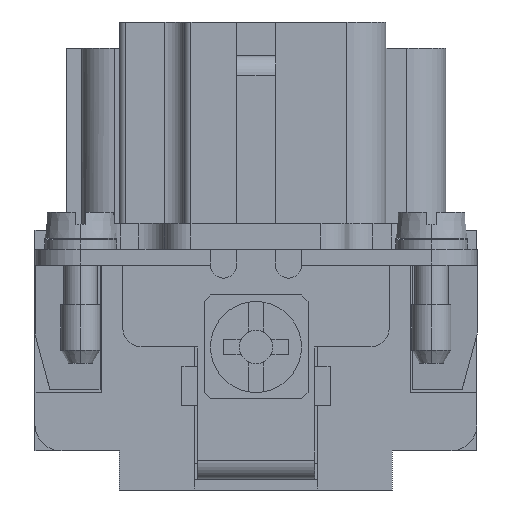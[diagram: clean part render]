
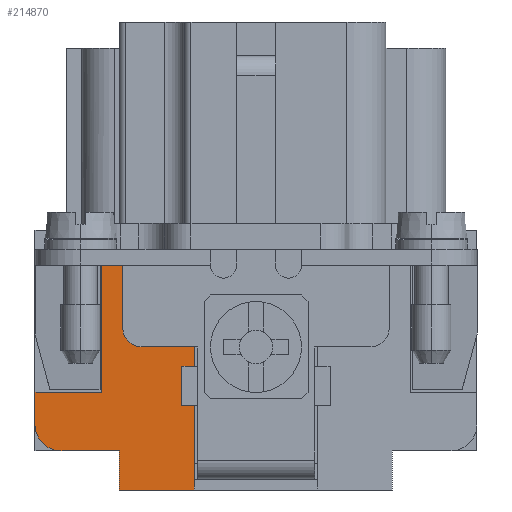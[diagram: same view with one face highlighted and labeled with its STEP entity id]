
A CAD part, left-side view. The second image highlights one B-rep face of the part: STEP entity #214870.
In plain terms, the highlighted face is planar.
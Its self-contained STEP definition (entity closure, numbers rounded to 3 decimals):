
#7000=CARTESIAN_POINT('',(52.138,26.999,-26.5));
#7010=VERTEX_POINT('',#7000);
#7040=CARTESIAN_POINT('',(52.138,26.999,0.));
#7050=DIRECTION('',(0.,0.,-1.));
#7060=VECTOR('',#7050,1.);
#7070=LINE('',#7040,#7060);
#7080=CARTESIAN_POINT('',(52.138,26.999,-29.));
#7090=VERTEX_POINT('',#7080);
#7100=EDGE_CURVE('',#7010,#7090,#7070,.T.);
#126200=CARTESIAN_POINT('',(52.138,28.999,-29.));
#126210=DIRECTION('',(1.,0.,0.));
#126220=DIRECTION('',(0.,-1.,0.));
#126230=AXIS2_PLACEMENT_3D('',#126200,#126210,#126220);
#126240=CIRCLE('',#126230,2.);
#126250=CARTESIAN_POINT('',(52.138,28.999,-31.));
#126260=VERTEX_POINT('',#126250);
#126270=EDGE_CURVE('',#7090,#126260,#126240,.T.);
#173490=CARTESIAN_POINT('',(52.138,0.,-31.));
#173500=DIRECTION('',(0.,1.,0.));
#173510=VECTOR('',#173500,1.);
#173520=LINE('',#173490,#173510);
#173530=CARTESIAN_POINT('',(52.138,33.499,-31.));
#173540=VERTEX_POINT('',#173530);
#173550=EDGE_CURVE('',#126260,#173540,#173520,.T.);
#188730=CARTESIAN_POINT('',(52.138,39.249,
-23.));
#188740=VERTEX_POINT('',#188730);
#191840=CARTESIAN_POINT('',(52.138,33.749,
-16.7));
#191850=VERTEX_POINT('',#191840);
#192000=CARTESIAN_POINT('',(52.138,33.749,
-21.5));
#192010=VERTEX_POINT('',#192000);
#192040=CARTESIAN_POINT('',(52.138,33.749,0.));
#192050=DIRECTION('',(0.,0.,-1.));
#192060=VECTOR('',#192050,1.);
#192070=LINE('',#192040,#192060);
#192080=EDGE_CURVE('',#191850,#192010,#192070,.T.);
#192310=CARTESIAN_POINT('',(52.138,35.249,
-23.));
#192320=VERTEX_POINT('',#192310);
#192350=CARTESIAN_POINT('',(52.138,35.249,
-21.5));
#192360=DIRECTION('',(1.,0.,0.));
#192370=DIRECTION('',(0.,-1.,0.));
#192380=AXIS2_PLACEMENT_3D('',#192350,#192360,#192370);
#192390=CIRCLE('',#192380,1.5);
#192400=EDGE_CURVE('',#192010,#192320,#192390,.T.);
#192740=CARTESIAN_POINT('',(52.138,0.,-23.));
#192750=DIRECTION('',(0.,1.,0.));
#192760=VECTOR('',#192750,1.);
#192770=LINE('',#192740,#192760);
#192780=EDGE_CURVE('',#192320,#188740,#192770,.T.);
#213780=CARTESIAN_POINT('',(52.138,32.099,0.));
#213790=DIRECTION('',(0.,0.,1.));
#213800=VECTOR('',#213790,1.);
#213810=LINE('',#213780,#213800);
#214070=CARTESIAN_POINT('',(52.138,32.099,
-16.7));
#214080=VERTEX_POINT('',#214070);
#214110=CARTESIAN_POINT('',(52.138,32.099,-26.5));
#214120=VERTEX_POINT('',#214110);
#214130=EDGE_CURVE('',#214120,#214080,#213810,.T.);
#214390=CARTESIAN_POINT('',(52.138,34.755,
-27.687));
#214400=DIRECTION('',(1.,0.,0.));
#214410=DIRECTION('',(0.,1.,0.));
#214420=AXIS2_PLACEMENT_3D('',#214390,#214400,#214410);
#214430=PLANE('',#214420);
#214440=ORIENTED_EDGE('',*,*,#192400,.F.);
#214450=ORIENTED_EDGE('',*,*,#192780,.F.);
#214460=CARTESIAN_POINT('',(52.138,39.249,0.));
#214470=DIRECTION('',(0.,0.,1.));
#214480=VECTOR('',#214470,1.);
#214490=LINE('',#214460,#214480);
#214500=CARTESIAN_POINT('',(52.138,39.249,-34.));
#214510=VERTEX_POINT('',#214500);
#214520=EDGE_CURVE('',#214510,#188740,#214490,.T.);
#214530=ORIENTED_EDGE('',*,*,#214520,.T.);
#214540=CARTESIAN_POINT('',(52.138,0.,-34.));
#214550=DIRECTION('',(0.,-1.,0.));
#214560=VECTOR('',#214550,1.);
#214570=LINE('',#214540,#214560);
#214580=CARTESIAN_POINT('',(52.138,33.499,-34.));
#214590=VERTEX_POINT('',#214580);
#214600=EDGE_CURVE('',#214510,#214590,#214570,.T.);
#214610=ORIENTED_EDGE('',*,*,#214600,.F.);
#214620=CARTESIAN_POINT('',(52.138,33.499,0.));
#214630=DIRECTION('',(0.,0.,-1.));
#214640=VECTOR('',#214630,1.);
#214650=LINE('',#214620,#214640);
#214660=EDGE_CURVE('',#173540,#214590,#214650,.T.);
#214670=ORIENTED_EDGE('',*,*,#214660,.T.);
#214680=ORIENTED_EDGE('',*,*,#173550,.T.);
#214690=ORIENTED_EDGE('',*,*,#126270,.T.);
#214700=ORIENTED_EDGE('',*,*,#7100,.T.);
#214710=CARTESIAN_POINT('',(52.138,0.,-26.5));
#214720=DIRECTION('',(0.,1.,0.));
#214730=VECTOR('',#214720,1.);
#214740=LINE('',#214710,#214730);
#214750=EDGE_CURVE('',#7010,#214120,#214740,.T.);
#214760=ORIENTED_EDGE('',*,*,#214750,.F.);
#214770=ORIENTED_EDGE('',*,*,#214130,.F.);
#214780=CARTESIAN_POINT('',(52.138,0.,-16.7));
#214790=DIRECTION('',(0.,-1.,0.));
#214800=VECTOR('',#214790,1.);
#214810=LINE('',#214780,#214800);
#214820=EDGE_CURVE('',#191850,#214080,#214810,.T.);
#214830=ORIENTED_EDGE('',*,*,#214820,.T.);
#214840=ORIENTED_EDGE('',*,*,#192080,.F.);
#214850=EDGE_LOOP('',(#214840,#214830,#214770,#214760,#214700,#214690,
#214680,#214670,#214610,#214530,#214450,#214440));
#214860=FACE_OUTER_BOUND('',#214850,.T.);
#214870=ADVANCED_FACE('',(#214860),#214430,.T.);
